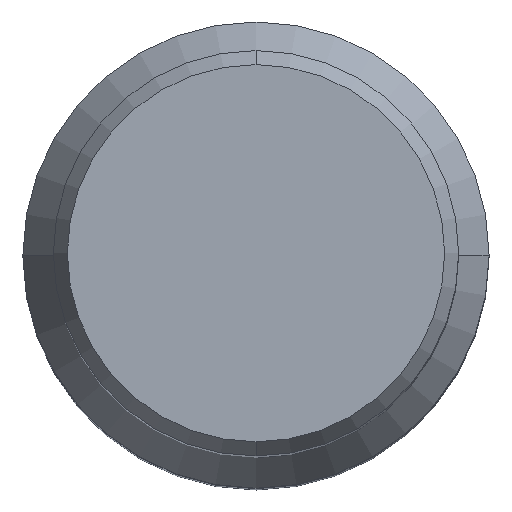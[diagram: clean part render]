
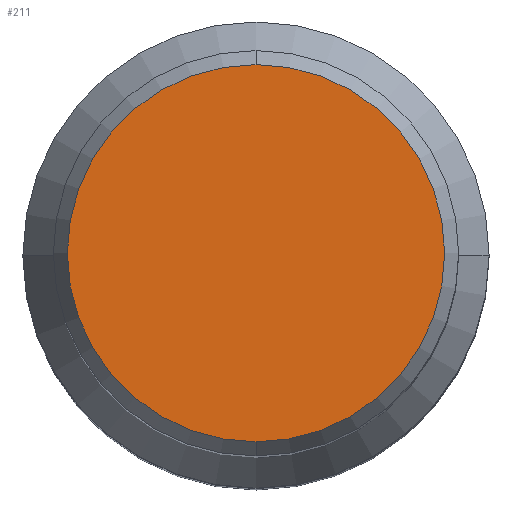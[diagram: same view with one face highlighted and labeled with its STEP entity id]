
A CAD part, top view. The second image highlights one B-rep face of the part: STEP entity #211.
In plain terms, the highlighted planar face has unit normal (0, 0, 1).
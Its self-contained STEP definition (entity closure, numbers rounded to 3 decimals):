
#211=ADVANCED_FACE('',(#570),#571,.T.);
#351=EDGE_CURVE('',#405,#417,#725,.T.);
#405=VERTEX_POINT('',#783);
#407=EDGE_CURVE('',#417,#405,#785,.T.);
#417=VERTEX_POINT('',#797);
#570=FACE_OUTER_BOUND('',#961,.T.);
#571=PLANE('',#962);
#725=CIRCLE('',#1384,9.307);
#783=CARTESIAN_POINT('',(0.0,9.307,0.0));
#785=CIRCLE('',#1528,9.307);
#797=CARTESIAN_POINT('',(0.,-9.307,0.0));
#961=EDGE_LOOP('',(#1826,#1827));
#962=AXIS2_PLACEMENT_3D('',#1828,#1829,#1830);
#1384=AXIS2_PLACEMENT_3D('',#1983,#1984,#1985);
#1528=AXIS2_PLACEMENT_3D('',#2039,#2040,#2041);
#1826=ORIENTED_EDGE('',*,*,#351,.F.);
#1827=ORIENTED_EDGE('',*,*,#407,.F.);
#1828=CARTESIAN_POINT('',(0.0,4.654,0.0));
#1829=DIRECTION('',(-0.0,0.0,1.0));
#1830=DIRECTION('',(0.0,-1.0,0.0));
#1983=CARTESIAN_POINT('',(0.0,0.0,0.0));
#1984=DIRECTION('',(0.0,0.0,-1.0));
#1985=DIRECTION('',(0.0,1.0,0.0));
#2039=CARTESIAN_POINT('',(0.0,0.0,0.0));
#2040=DIRECTION('',(0.0,0.0,-1.0));
#2041=DIRECTION('',(0.0,1.0,0.0));
